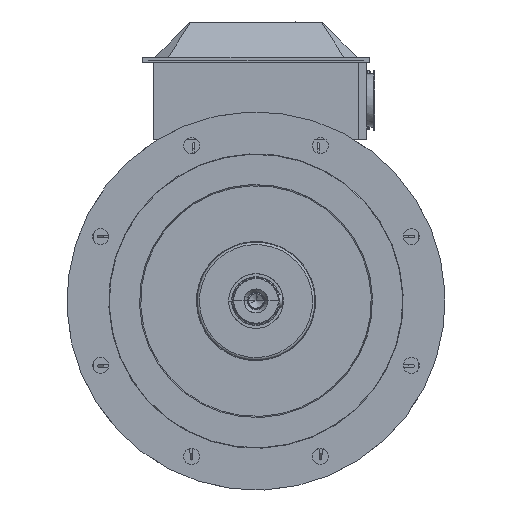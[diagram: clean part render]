
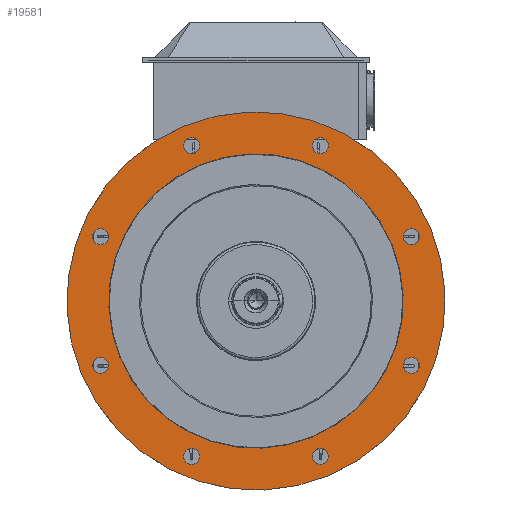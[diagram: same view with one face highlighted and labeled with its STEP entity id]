
A CAD part, top view. The second image highlights one B-rep face of the part: STEP entity #19581.
In plain terms, the highlighted planar face has unit normal (0, 0, 1).
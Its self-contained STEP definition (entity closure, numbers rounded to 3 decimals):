
#592=PLANE('',#41556);
#19581=ADVANCED_FACE('F3030',(#20482,#20483,#20484,#20485,#20486,#20487,
#20488,#20489,#20490,#20491),#592,.T.);
#20482=FACE_BOUND('',#21587,.T.);
#20483=FACE_BOUND('',#21588,.T.);
#20484=FACE_BOUND('',#21589,.T.);
#20485=FACE_BOUND('',#21590,.T.);
#20486=FACE_BOUND('',#21591,.T.);
#20487=FACE_BOUND('',#21592,.T.);
#20488=FACE_BOUND('',#21593,.T.);
#20489=FACE_BOUND('',#21594,.T.);
#20490=FACE_BOUND('',#21595,.T.);
#20491=FACE_BOUND('',#21596,.T.);
#21587=EDGE_LOOP('',(#26077));
#21588=EDGE_LOOP('',(#26078));
#21589=EDGE_LOOP('',(#26079));
#21590=EDGE_LOOP('',(#26080));
#21591=EDGE_LOOP('',(#26081));
#21592=EDGE_LOOP('',(#26082));
#21593=EDGE_LOOP('',(#26083));
#21594=EDGE_LOOP('',(#26084));
#21595=EDGE_LOOP('',(#26085));
#21596=EDGE_LOOP('',(#26086));
#26077=ORIENTED_EDGE('',*,*,#36997,.T.);
#26078=ORIENTED_EDGE('',*,*,#36967,.T.);
#26079=ORIENTED_EDGE('',*,*,#36970,.T.);
#26080=ORIENTED_EDGE('',*,*,#36973,.T.);
#26081=ORIENTED_EDGE('',*,*,#36976,.T.);
#26082=ORIENTED_EDGE('',*,*,#36979,.T.);
#26083=ORIENTED_EDGE('',*,*,#36982,.T.);
#26084=ORIENTED_EDGE('',*,*,#36985,.T.);
#26085=ORIENTED_EDGE('',*,*,#36953,.F.);
#26086=ORIENTED_EDGE('',*,*,#36964,.T.);
#31791=VERTEX_POINT('',#73930);
#31797=VERTEX_POINT('',#73953);
#31799=VERTEX_POINT('',#73959);
#31801=VERTEX_POINT('',#73965);
#31803=VERTEX_POINT('',#73971);
#31805=VERTEX_POINT('',#73977);
#31807=VERTEX_POINT('',#73983);
#31809=VERTEX_POINT('',#73989);
#31811=VERTEX_POINT('',#73995);
#31818=VERTEX_POINT('',#74084);
#36953=EDGE_CURVE('E1717',#31791,#31791,#39325,.T.);
#36964=EDGE_CURVE('E33',#31797,#31797,#39333,.T.);
#36967=EDGE_CURVE('E5050',#31799,#31799,#39335,.T.);
#36970=EDGE_CURVE('E5252',#31801,#31801,#39337,.T.);
#36973=EDGE_CURVE('E5454',#31803,#31803,#39339,.T.);
#36976=EDGE_CURVE('E5656',#31805,#31805,#39341,.T.);
#36979=EDGE_CURVE('E5858',#31807,#31807,#39343,.T.);
#36982=EDGE_CURVE('E6060',#31809,#31809,#39345,.T.);
#36985=EDGE_CURVE('E6262',#31811,#31811,#39347,.T.);
#36997=EDGE_CURVE('E2020',#31818,#31818,#39354,.T.);
#39325=CIRCLE('',#41508,175.);
#39333=CIRCLE('',#41522,9.5);
#39335=CIRCLE('',#41525,9.5);
#39337=CIRCLE('',#41528,9.5);
#39339=CIRCLE('',#41531,9.5);
#39341=CIRCLE('',#41534,9.5);
#39343=CIRCLE('',#41537,9.5);
#39345=CIRCLE('',#41540,9.5);
#39347=CIRCLE('',#41543,9.5);
#39354=CIRCLE('',#41554,224.843);
#41508=AXIS2_PLACEMENT_3D('',#73931,#47295,#47296);
#41522=AXIS2_PLACEMENT_3D('',#73955,#47326,#47327);
#41525=AXIS2_PLACEMENT_3D('',#73961,#47333,#47334);
#41528=AXIS2_PLACEMENT_3D('',#73967,#47340,#47341);
#41531=AXIS2_PLACEMENT_3D('',#73973,#47347,#47348);
#41534=AXIS2_PLACEMENT_3D('',#73979,#47354,#47355);
#41537=AXIS2_PLACEMENT_3D('',#73985,#47361,#47362);
#41540=AXIS2_PLACEMENT_3D('',#73991,#47368,#47369);
#41543=AXIS2_PLACEMENT_3D('',#73997,#47375,#47376);
#41554=AXIS2_PLACEMENT_3D('',#74085,#47399,#47400);
#41556=AXIS2_PLACEMENT_3D('',#74087,#47403,#47404);
#47295=DIRECTION('',(0.,0.,1.));
#47296=DIRECTION('',(1.,0.,0.));
#47326=DIRECTION('',(0.,0.,-1.));
#47327=DIRECTION('',(-1.,0.,0.));
#47333=DIRECTION('',(0.,0.,-1.));
#47334=DIRECTION('',(-1.,0.,0.));
#47340=DIRECTION('',(0.,0.,-1.));
#47341=DIRECTION('',(-1.,0.,0.));
#47347=DIRECTION('',(0.,0.,-1.));
#47348=DIRECTION('',(-1.,0.,0.));
#47354=DIRECTION('',(0.,0.,-1.));
#47355=DIRECTION('',(-1.,0.,0.));
#47361=DIRECTION('',(0.,0.,-1.));
#47362=DIRECTION('',(-1.,0.,0.));
#47368=DIRECTION('',(0.,0.,-1.));
#47369=DIRECTION('',(-1.,0.,0.));
#47375=DIRECTION('',(0.,0.,-1.));
#47376=DIRECTION('',(-1.,0.,0.));
#47399=DIRECTION('',(0.,0.,1.));
#47400=DIRECTION('',(1.,0.,0.));
#47403=DIRECTION('',(0.,0.,1.));
#47404=DIRECTION('',(-1.,0.,0.));
#73930=CARTESIAN_POINT('',(-161.679,-66.948,95.58));
#73931=CARTESIAN_POINT('',(0.,0.021,95.566));
#73953=CARTESIAN_POINT('',(-194.276,-76.515,95.582));
#73955=CARTESIAN_POINT('',(-184.776,-76.515,95.582));
#73959=CARTESIAN_POINT('',(-83.254,-191.472,95.608));
#73961=CARTESIAN_POINT('',(-76.537,-184.755,95.606));
#73965=CARTESIAN_POINT('',(76.536,-194.255,95.609));
#73967=CARTESIAN_POINT('',(76.536,-184.755,95.607));
#73971=CARTESIAN_POINT('',(191.493,-83.233,95.585));
#73973=CARTESIAN_POINT('',(184.776,-76.515,95.583));
#73977=CARTESIAN_POINT('',(194.276,76.558,95.549));
#73979=CARTESIAN_POINT('',(184.776,76.558,95.549));
#73983=CARTESIAN_POINT('',(83.254,191.515,95.523));
#73985=CARTESIAN_POINT('',(76.536,184.797,95.525));
#73989=CARTESIAN_POINT('',(-76.537,194.297,95.522));
#73991=CARTESIAN_POINT('',(-76.537,184.797,95.525));
#73995=CARTESIAN_POINT('',(-191.494,83.275,95.547));
#73997=CARTESIAN_POINT('',(-184.776,76.558,95.548));
#74084=CARTESIAN_POINT('',(-207.728,-86.022,95.584));
#74085=CARTESIAN_POINT('',(0.,0.021,95.566));
#74087=CARTESIAN_POINT('',(247.327,247.348,95.511));
